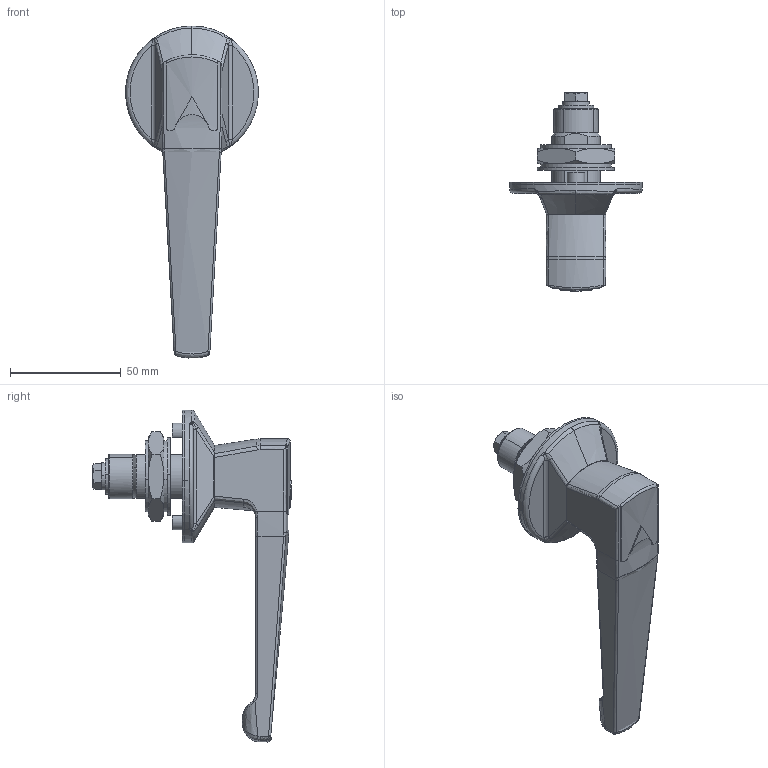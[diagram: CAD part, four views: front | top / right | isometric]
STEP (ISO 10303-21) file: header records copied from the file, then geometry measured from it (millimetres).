
FILE_DESCRIPTION((''),'2;1');
FILE_NAME('','2005-10-07T14:04:56',(''),(''),'','CADfix','');
FILE_SCHEMA(('AUTOMOTIVE_DESIGN'));
Length unit declared in the file: millimetre
Products named in the file (9): washer_B; washer_A; spacer; packing; nut; handle; bolt; base; THA_330F_1_21597_36
Assembly tree (8 placements, depth 2):
  THA_330F_1_21597_36
    washer_B
    washer_A
    spacer
    packing
    nut
    handle
    bolt
    base
Bounding box: 59.91 x 89.55 x 149.96 mm (x, y, z)
Volume: 84095.4 mm3; surface area: 37929 mm2
Topology: 8 solids, 8 shells, 296 faces, 807 edges, 530 vertices
Faces by surface type: bspline 296
Entity records: 15778 total; most frequent: CARTESIAN_POINT 11107, ORIENTED_EDGE 1594, EDGE_CURVE 797, VERTEX_POINT 530, EDGE_LOOP 325, FACE_OUTER_BOUND 296, ADVANCED_FACE 296, QUASI_UNIFORM_CURVE 241
